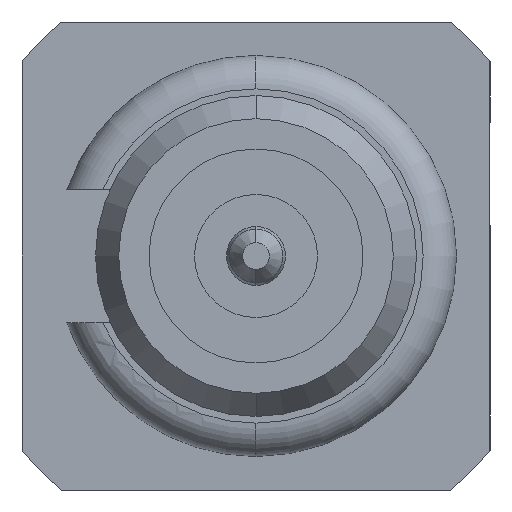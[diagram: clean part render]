
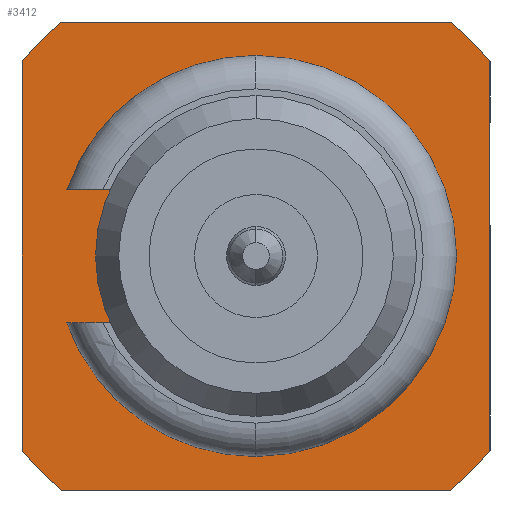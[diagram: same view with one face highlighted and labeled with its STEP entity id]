
A CAD part, left-side view. The second image highlights one B-rep face of the part: STEP entity #3412.
In plain terms, the highlighted planar face has unit normal (-1, 0, 0).
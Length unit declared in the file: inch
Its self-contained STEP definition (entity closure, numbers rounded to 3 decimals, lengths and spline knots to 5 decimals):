
#30 = CARTESIAN_POINT ( 'NONE',  ( 0.11024, -0.05723, -0.0689 ) ) ;
#65 = CARTESIAN_POINT ( 'NONE',  ( 0.11024, 0., 0.0689 ) ) ;
#68 = DIRECTION ( 'NONE',  ( -1., 0., 0. ) ) ;
#87 = DIRECTION ( 'NONE',  ( 0., 0., 1. ) ) ;
#90 = VERTEX_POINT ( 'NONE', #1988 ) ;
#148 = AXIS2_PLACEMENT_3D ( 'NONE', #3676, #3631, #4327 ) ;
#170 = CARTESIAN_POINT ( 'NONE',  ( 0.11024, -0.0689, 0.05723 ) ) ;
#207 = CARTESIAN_POINT ( 'NONE',  ( 0.11024, 0.05723, 0.0689 ) ) ;
#253 = CARTESIAN_POINT ( 'NONE',  ( 0.11024, 0.0689, -0.05723 ) ) ;
#327 = CARTESIAN_POINT ( 'NONE',  ( 0.11024, -0.06929, -0.06929 ) ) ;
#343 = DIRECTION ( 'NONE',  ( 1., 0., 0. ) ) ;
#356 = LINE ( 'NONE', #632, #1940 ) ;
#380 = CIRCLE ( 'NONE', #148, 0.04724 ) ;
#459 = CIRCLE ( 'NONE', #1464, 0.08957 ) ;
#462 = CARTESIAN_POINT ( 'NONE',  ( 0.11024, 0., 0. ) ) ;
#632 = CARTESIAN_POINT ( 'NONE',  ( 0.11024, 0.0689, 0. ) ) ;
#672 = VERTEX_POINT ( 'NONE', #253 ) ;
#686 = ORIENTED_EDGE ( 'NONE', *, *, #3614, .F. ) ;
#698 = DIRECTION ( 'NONE',  ( 0., 0., -1. ) ) ;
#849 = DIRECTION ( 'NONE',  ( 1., 0., 0. ) ) ;
#857 = CARTESIAN_POINT ( 'NONE',  ( 0.11024, 0., -0.04724 ) ) ;
#983 = EDGE_LOOP ( 'NONE', ( #2164, #2260, #3263, #4057, #686, #2224, #1354, #1762 ) ) ;
#1098 = VERTEX_POINT ( 'NONE', #30 ) ;
#1132 = LINE ( 'NONE', #3415, #3187 ) ;
#1140 = VERTEX_POINT ( 'NONE', #170 ) ;
#1237 = CIRCLE ( 'NONE', #4307, 0.08957 ) ;
#1248 = VERTEX_POINT ( 'NONE', #1989 ) ;
#1340 = ORIENTED_EDGE ( 'NONE', *, *, #3579, .T. ) ;
#1354 = ORIENTED_EDGE ( 'NONE', *, *, #1477, .T. ) ;
#1363 = CARTESIAN_POINT ( 'NONE',  ( 0.11024, -0.0689, 0. ) ) ;
#1456 = CARTESIAN_POINT ( 'NONE',  ( 0.11024, 0., 0. ) ) ;
#1458 = DIRECTION ( 'NONE',  ( 0., 0., 1. ) ) ;
#1464 = AXIS2_PLACEMENT_3D ( 'NONE', #2616, #3259, #3218 ) ;
#1477 = EDGE_CURVE ( 'NONE', #1098, #90, #1237, .T. ) ;
#1626 = CARTESIAN_POINT ( 'NONE',  ( 0.11024, 0., 0.04724 ) ) ;
#1708 = VECTOR ( 'NONE', #3430, 39.37008 ) ;
#1762 = ORIENTED_EDGE ( 'NONE', *, *, #2665, .F. ) ;
#1793 = AXIS2_PLACEMENT_3D ( 'NONE', #3759, #343, #2067 ) ;
#1912 = EDGE_CURVE ( 'NONE', #1098, #2954, #1132, .T. ) ;
#1940 = VECTOR ( 'NONE', #4368, 39.37008 ) ;
#1977 = CARTESIAN_POINT ( 'NONE',  ( 0.11024, 0.05723, -0.0689 ) ) ;
#1988 = CARTESIAN_POINT ( 'NONE',  ( 0.11024, -0.0689, -0.05723 ) ) ;
#1989 = CARTESIAN_POINT ( 'NONE',  ( 0.11024, 0.0689, 0.05723 ) ) ;
#2067 = DIRECTION ( 'NONE',  ( 0., 0., 1. ) ) ;
#2132 = VERTEX_POINT ( 'NONE', #207 ) ;
#2164 = ORIENTED_EDGE ( 'NONE', *, *, #4090, .T. ) ;
#2224 = ORIENTED_EDGE ( 'NONE', *, *, #1912, .F. ) ;
#2260 = ORIENTED_EDGE ( 'NONE', *, *, #3092, .F. ) ;
#2298 = DIRECTION ( 'NONE',  ( 0., 0., 1. ) ) ;
#2378 = VECTOR ( 'NONE', #698, 39.37008 ) ;
#2428 = AXIS2_PLACEMENT_3D ( 'NONE', #327, #4024, #2298 ) ;
#2616 = CARTESIAN_POINT ( 'NONE',  ( 0.11024, 0., 0. ) ) ;
#2627 = PLANE ( 'NONE',  #2428 ) ;
#2665 = EDGE_CURVE ( 'NONE', #1140, #90, #4063, .T. ) ;
#2863 = AXIS2_PLACEMENT_3D ( 'NONE', #462, #3424, #87 ) ;
#2954 = VERTEX_POINT ( 'NONE', #1977 ) ;
#3059 = EDGE_LOOP ( 'NONE', ( #3439, #1340 ) ) ;
#3092 = EDGE_CURVE ( 'NONE', #2132, #3683, #4351, .T. ) ;
#3119 = DIRECTION ( 'NONE',  ( 0., 0., 1. ) ) ;
#3151 = CIRCLE ( 'NONE', #2863, 0.08957 ) ;
#3187 = VECTOR ( 'NONE', #3493, 39.37008 ) ;
#3218 = DIRECTION ( 'NONE',  ( 0., 0., 1. ) ) ;
#3259 = DIRECTION ( 'NONE',  ( 1., 0., 0. ) ) ;
#3263 = ORIENTED_EDGE ( 'NONE', *, *, #3475, .F. ) ;
#3271 = FACE_OUTER_BOUND ( 'NONE', #983, .T. ) ;
#3328 = EDGE_CURVE ( 'NONE', #4040, #4413, #380, .T. ) ;
#3404 = CARTESIAN_POINT ( 'NONE',  ( 0.11024, 0., 0. ) ) ;
#3412 = ADVANCED_FACE ( 'NONE', ( #3643, #3271 ), #2627, .T. ) ;
#3415 = CARTESIAN_POINT ( 'NONE',  ( 0.11024, 0., -0.0689 ) ) ;
#3424 = DIRECTION ( 'NONE',  ( -1., 0., 0. ) ) ;
#3430 = DIRECTION ( 'NONE',  ( 0., -1., 0. ) ) ;
#3439 = ORIENTED_EDGE ( 'NONE', *, *, #3328, .T. ) ;
#3475 = EDGE_CURVE ( 'NONE', #1248, #2132, #4380, .T. ) ;
#3493 = DIRECTION ( 'NONE',  ( 0., 1., 0. ) ) ;
#3579 = EDGE_CURVE ( 'NONE', #4413, #4040, #3878, .T. ) ;
#3614 = EDGE_CURVE ( 'NONE', #2954, #672, #459, .T. ) ;
#3631 = DIRECTION ( 'NONE',  ( 1., 0., 0. ) ) ;
#3643 = FACE_BOUND ( 'NONE', #3059, .T. ) ;
#3676 = CARTESIAN_POINT ( 'NONE',  ( 0.11024, 0., 0. ) ) ;
#3683 = VERTEX_POINT ( 'NONE', #3754 ) ;
#3754 = CARTESIAN_POINT ( 'NONE',  ( 0.11024, -0.05723, 0.0689 ) ) ;
#3759 = CARTESIAN_POINT ( 'NONE',  ( 0.11024, 0., 0. ) ) ;
#3878 = CIRCLE ( 'NONE', #3952, 0.04724 ) ;
#3952 = AXIS2_PLACEMENT_3D ( 'NONE', #1456, #849, #3119 ) ;
#4024 = DIRECTION ( 'NONE',  ( -1., 0., 0. ) ) ;
#4040 = VERTEX_POINT ( 'NONE', #1626 ) ;
#4057 = ORIENTED_EDGE ( 'NONE', *, *, #4251, .F. ) ;
#4063 = LINE ( 'NONE', #1363, #2378 ) ;
#4090 = EDGE_CURVE ( 'NONE', #1140, #3683, #3151, .T. ) ;
#4251 = EDGE_CURVE ( 'NONE', #672, #1248, #356, .T. ) ;
#4307 = AXIS2_PLACEMENT_3D ( 'NONE', #3404, #68, #1458 ) ;
#4327 = DIRECTION ( 'NONE',  ( 0., 0., 1. ) ) ;
#4351 = LINE ( 'NONE', #65, #1708 ) ;
#4368 = DIRECTION ( 'NONE',  ( 0., 0., 1. ) ) ;
#4380 = CIRCLE ( 'NONE', #1793, 0.08957 ) ;
#4413 = VERTEX_POINT ( 'NONE', #857 ) ;
